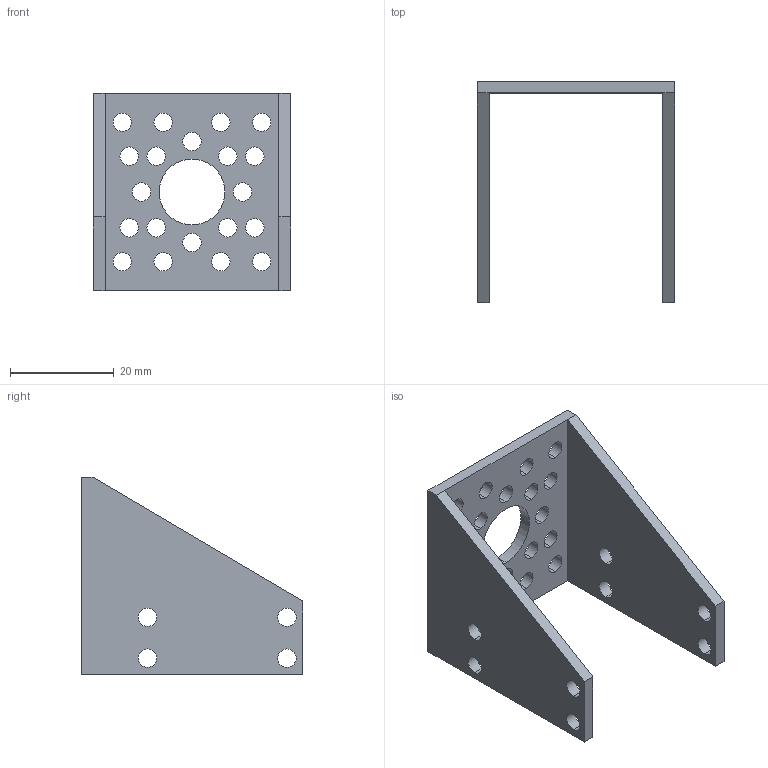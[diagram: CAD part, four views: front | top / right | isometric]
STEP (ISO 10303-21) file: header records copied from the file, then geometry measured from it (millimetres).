
FILE_DESCRIPTION (( 'STEP AP203' ), '1' );
FILE_NAME ('585480.STEP', '2014-07-14T21:58:05', ( 'Kyle' ), ( 'Microsoft' ), 'SwSTEP 2.0', 'SolidWorks 2014', '' );
FILE_SCHEMA (( 'CONFIG_CONTROL_DESIGN' ));
Length unit declared in the file: inch
Products named in the file (1): 585480
Bounding box: 38.1 x 42.76 x 38.1 mm (x, y, z)
Volume: 7235.2 mm3; surface area: 7775.7 mm2
Topology: 1 solids, 1 shells, 70 faces, 202 edges, 134 vertices
Faces by surface type: cylinder 58, plane 12
Entity records: 2561 total; most frequent: DIRECTION 460, CARTESIAN_POINT 407, ORIENTED_EDGE 404, EDGE_CURVE 202, AXIS2_PLACEMENT_3D 187, VERTEX_POINT 134, EDGE_LOOP 128, CIRCLE 116
